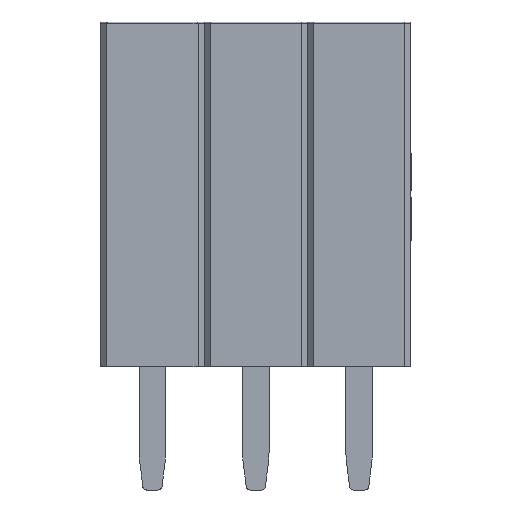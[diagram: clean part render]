
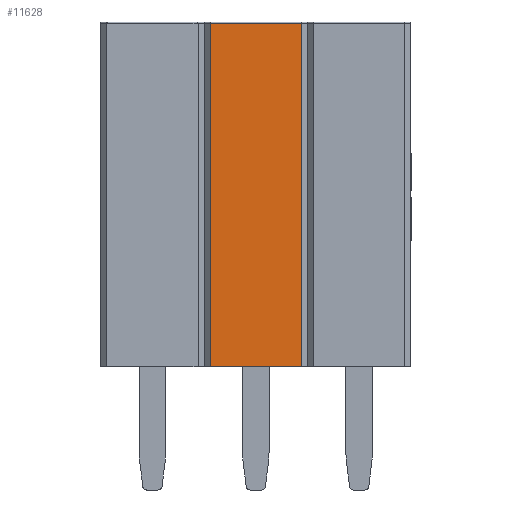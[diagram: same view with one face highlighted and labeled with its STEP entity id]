
A CAD part, front view. The second image highlights one B-rep face of the part: STEP entity #11628.
In plain terms, the highlighted planar face has unit normal (0, -1, 0).
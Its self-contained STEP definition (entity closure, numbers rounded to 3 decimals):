
#1037=FACE_OUTER_BOUND('',#1687,.T.);
#1687=EDGE_LOOP('',(#8925,#8926,#8927,#8928));
#2722=LINE('',#19880,#3926);
#2746=LINE('',#19959,#3950);
#2749=LINE('',#19965,#3953);
#2750=LINE('',#19966,#3954);
#3926=VECTOR('',#14135,1.);
#3950=VECTOR('',#14237,1.);
#3953=VECTOR('',#14242,1.);
#3954=VECTOR('',#14243,1.);
#5119=VERTEX_POINT('',#19877);
#5120=VERTEX_POINT('',#19879);
#5136=VERTEX_POINT('',#19958);
#5138=VERTEX_POINT('',#19964);
#6438=EDGE_CURVE('',#5120,#5119,#2722,.T.);
#6478=EDGE_CURVE('',#5136,#5120,#2746,.T.);
#6481=EDGE_CURVE('',#5138,#5119,#2749,.T.);
#6482=EDGE_CURVE('',#5138,#5136,#2750,.T.);
#8925=ORIENTED_EDGE('',*,*,#6481,.F.);
#8926=ORIENTED_EDGE('',*,*,#6482,.T.);
#8927=ORIENTED_EDGE('',*,*,#6478,.T.);
#8928=ORIENTED_EDGE('',*,*,#6438,.T.);
#10528=PLANE('',#12367);
#11628=ADVANCED_FACE('',(#1037),#10528,.F.);
#12367=AXIS2_PLACEMENT_3D('',#19963,#14240,#14241);
#14135=DIRECTION('',(1.,0.,0.));
#14237=DIRECTION('',(0.,0.,-1.));
#14240=DIRECTION('center_axis',(0.,1.,0.));
#14241=DIRECTION('ref_axis',(0.,0.,1.));
#14242=DIRECTION('',(0.,0.,-1.));
#14243=DIRECTION('',(-1.,0.,0.));
#19877=CARTESIAN_POINT('',(1.12,-1.27,0.03));
#19879=CARTESIAN_POINT('',(-1.12,-1.27,0.03));
#19880=CARTESIAN_POINT('',(-1.12,-1.27,0.03));
#19958=CARTESIAN_POINT('',(-1.12,-1.27,8.47));
#19959=CARTESIAN_POINT('',(-1.12,-1.27,6.));
#19963=CARTESIAN_POINT('Origin',(-1.12,-1.27,6.));
#19964=CARTESIAN_POINT('',(1.12,-1.27,8.47));
#19965=CARTESIAN_POINT('',(1.12,-1.27,6.));
#19966=CARTESIAN_POINT('',(-1.12,-1.27,8.47));
